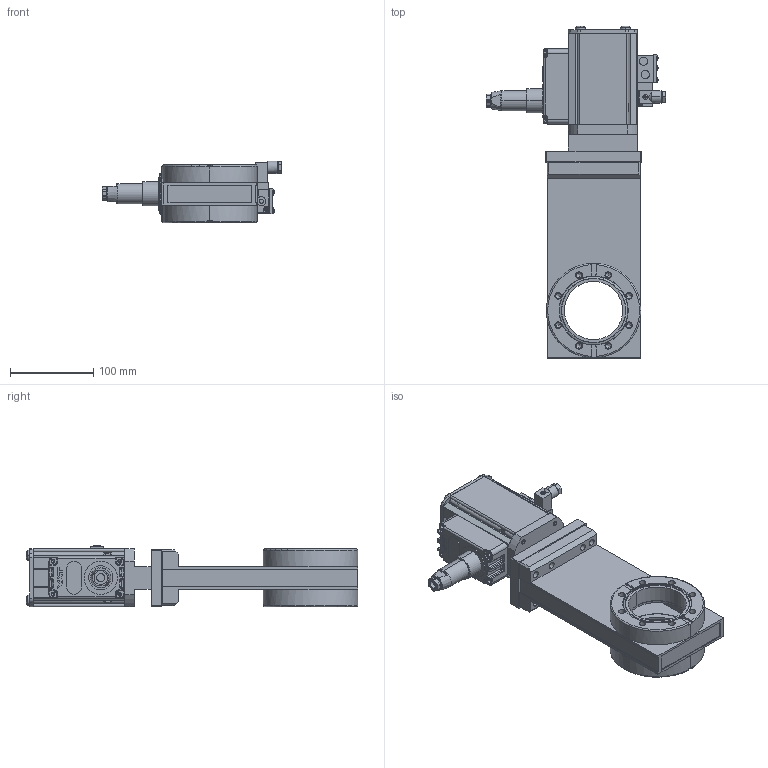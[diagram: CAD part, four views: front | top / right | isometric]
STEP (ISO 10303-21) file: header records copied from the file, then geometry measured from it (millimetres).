
FILE_DESCRIPTION (( 'STEP AP214' ), '1' );
FILE_NAME ('PFF68531.STEP', '2013-05-27T11:36:28', ( '' ), ( '' ), 'SwSTEP 2.0', 'SolidWorks 2010', '' );
FILE_SCHEMA (( 'AUTOMOTIVE_DESIGN' ));
Length unit declared in the file: millimetre
Products named in the file (1): PFF68531
Bounding box: 216.15 x 399.27 x 74.35 mm (x, y, z)
Volume: 1196100 mm3; surface area: 361403 mm2
Topology: 28 solids, 28 shells, 1429 faces, 3557 edges, 2252 vertices
Faces by surface type: plane 615, cylinder 575, torus 84, bspline 74, cone 57, sphere 24
Entity records: 62000 total; most frequent: CARTESIAN_POINT 11668, DIRECTION 7441, ORIENTED_EDGE 6966, EDGE_CURVE 3483, AXIS2_PLACEMENT_3D 2859, VERTEX_POINT 2252, LINE 1723, VECTOR 1723
